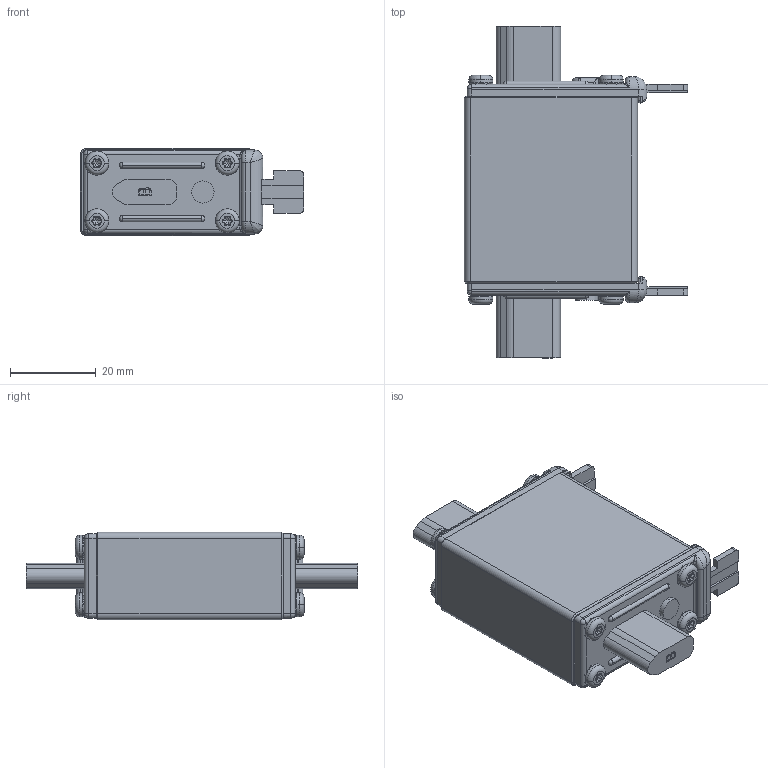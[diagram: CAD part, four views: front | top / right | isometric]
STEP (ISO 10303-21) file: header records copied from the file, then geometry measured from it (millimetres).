
FILE_DESCRIPTION (( 'STEP AP203' ), '1' );
FILE_NAME ('Assy -31.step', '2017-12-07T13:45:51', ( '' ), ( '' ), 'SwSTEP 2.0', 'SolidWorks 2013', '' );
FILE_SCHEMA (( 'CONFIG_CONTROL_DESIGN' ));
Length unit declared in the file: millimetre
Products named in the file (1): Assy -31
Bounding box: 52.2 x 77.64 x 20.5 mm (x, y, z)
Volume: 44068.8 mm3; surface area: 10197.3 mm2
Topology: 1 solids, 1 shells, 766 faces, 2041 edges, 1145 vertices
Faces by surface type: cylinder 252, cone 160, plane 155, bspline 150, torus 31, sphere 18
Entity records: 26974 total; most frequent: CARTESIAN_POINT 9354, ORIENTED_EDGE 3826, DIRECTION 3406, EDGE_CURVE 1913, AXIS2_PLACEMENT_3D 1259, VERTEX_POINT 1145, VECTOR 888, LINE 888
